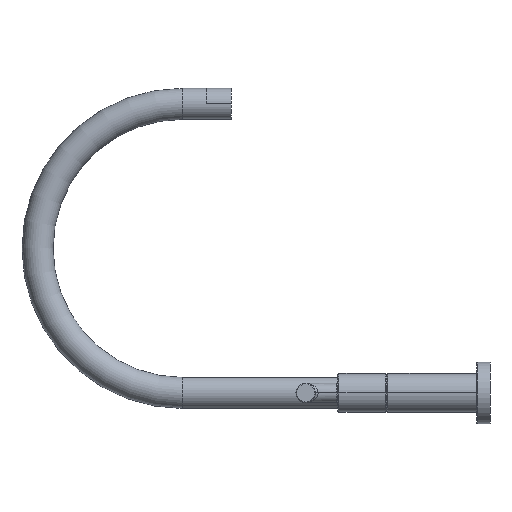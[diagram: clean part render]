
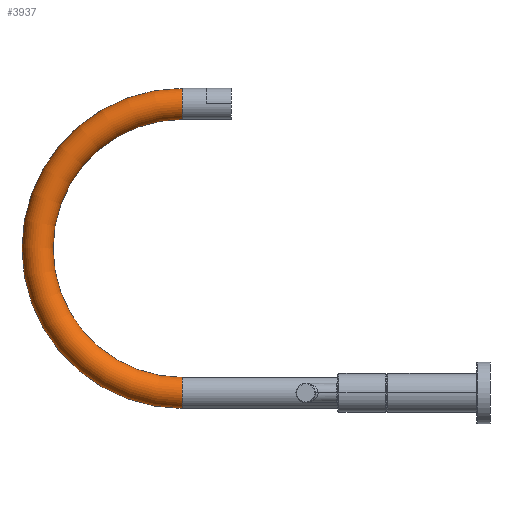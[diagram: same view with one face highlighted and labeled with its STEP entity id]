
A CAD part, left-side view. The second image highlights one B-rep face of the part: STEP entity #3937.
In plain terms, the highlighted toroidal (fillet/blend) face has major radius 118.11 mm and minor radius 12.7 mm.
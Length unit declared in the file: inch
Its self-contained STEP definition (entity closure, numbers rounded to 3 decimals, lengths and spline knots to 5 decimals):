
#3613=CARTESIAN_POINT('',(0.,9.9068,4.65));
#3614=DIRECTION('',(-1.,0.,0.));
#3615=DIRECTION('',(0.,0.,1.));
#3616=AXIS2_PLACEMENT_3D('',#3613,#3614,#3615);
#3621=CARTESIAN_POINT('',(0.,9.9068,9.3));
#3622=DIRECTION('',(0.,1.,0.));
#3623=DIRECTION('',(0.,0.,-1.));
#3624=AXIS2_PLACEMENT_3D('',#3621,#3622,#3623);
#3629=CARTESIAN_POINT('',(0.,9.9068,4.65));
#3630=DIRECTION('',(-1.,0.,0.));
#3631=DIRECTION('',(0.,0.,1.));
#3632=AXIS2_PLACEMENT_3D('',#3629,#3630,#3631);
#3637=CARTESIAN_POINT('',(0.,9.9068,0.));
#3638=DIRECTION('',(0.,-1.,0.));
#3639=DIRECTION('',(0.,0.,1.));
#3640=AXIS2_PLACEMENT_3D('',#3637,#3638,#3639);
#3775=CARTESIAN_POINT('',(0.,9.9068,8.8));
#3776=CARTESIAN_POINT('',(0.,9.9068,9.8));
#3777=VERTEX_POINT('',#3775);
#3778=VERTEX_POINT('',#3776);
#3779=CARTESIAN_POINT('',(0.,9.9068,0.5));
#3780=CARTESIAN_POINT('',(0.,9.9068,-0.5));
#3781=VERTEX_POINT('',#3779);
#3782=VERTEX_POINT('',#3780);
#3925=CARTESIAN_POINT('',(0.,9.9068,4.65));
#3926=DIRECTION('',(-1.,0.,0.));
#3927=DIRECTION('',(0.,0.,-1.));
#3928=AXIS2_PLACEMENT_3D('',#3925,#3926,#3927);
#3929=TOROIDAL_SURFACE('',#3928,4.65,0.5);
#3930=ORIENTED_EDGE('',*,*,#3850,.F.);
#3931=ORIENTED_EDGE('',*,*,#3908,.T.);
#3933=ORIENTED_EDGE('',*,*,#3932,.T.);
#3934=ORIENTED_EDGE('',*,*,#3904,.F.);
#3935=EDGE_LOOP('',(#3930,#3931,#3933,#3934));
#3936=FACE_OUTER_BOUND('',#3935,.F.);
#3617=CIRCLE('',#3616,5.15);
#3625=CIRCLE('',#3624,0.5);
#3633=CIRCLE('',#3632,4.15);
#3641=CIRCLE('',#3640,0.5);
#3850=EDGE_CURVE('',#3777,#3778,#3625,.T.);
#3904=EDGE_CURVE('',#3778,#3782,#3617,.T.);
#3908=EDGE_CURVE('',#3777,#3781,#3633,.T.);
#3932=EDGE_CURVE('',#3781,#3782,#3641,.T.);
#3937=ADVANCED_FACE('',(#3936),#3929,.T.);
